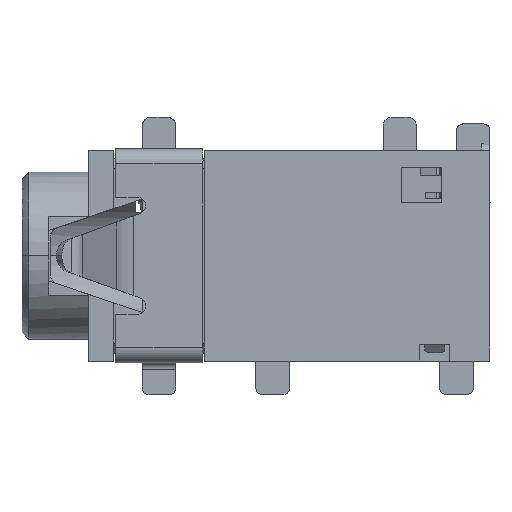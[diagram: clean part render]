
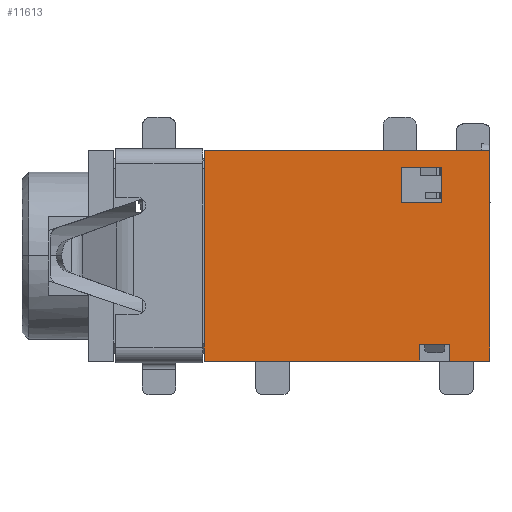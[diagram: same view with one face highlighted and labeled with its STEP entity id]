
A CAD part, top view. The second image highlights one B-rep face of the part: STEP entity #11613.
In plain terms, the highlighted planar face has unit normal (0, 0, 1).
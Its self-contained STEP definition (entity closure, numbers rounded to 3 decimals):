
#4385 = VERTEX_POINT('',#4386);
#4386 = CARTESIAN_POINT('',(11.9,3.15,
    5.1));
#4392 = EDGE_CURVE('',#4385,#4393,#4395,.T.);
#4393 = VERTEX_POINT('',#4394);
#4394 = CARTESIAN_POINT('',(11.9,-3.15,
    5.1));
#4395 = LINE('',#4396,#4397);
#4396 = CARTESIAN_POINT('',(11.9,2.,
    5.1));
#4397 = VECTOR('',#4398,1.);
#4398 = DIRECTION('',(0.,-1.,0.));
#9358 = EDGE_CURVE('',#9359,#9361,#9363,.T.);
#9359 = VERTEX_POINT('',#9360);
#9360 = CARTESIAN_POINT('',(9.8,-2.65,
    5.1));
#9361 = VERTEX_POINT('',#9362);
#9362 = CARTESIAN_POINT('',(10.7,-2.65,
    5.1));
#9363 = LINE('',#9364,#9365);
#9364 = CARTESIAN_POINT('',(11.9,-2.65,
    5.1));
#9365 = VECTOR('',#9366,1.);
#9366 = DIRECTION('',(1.,0.,0.));
#9399 = VERTEX_POINT('',#9400);
#9400 = CARTESIAN_POINT('',(9.25,1.6,5.1
    ));
#9408 = VERTEX_POINT('',#9409);
#9409 = CARTESIAN_POINT('',(9.25,2.65,5.1
    ));
#9415 = EDGE_CURVE('',#9399,#9408,#9416,.T.);
#9416 = LINE('',#9417,#9418);
#9417 = CARTESIAN_POINT('',(9.25,3.15,5.1
    ));
#9418 = VECTOR('',#9419,1.);
#9419 = DIRECTION('',(0.,1.,0.));
#9434 = VERTEX_POINT('',#9435);
#9435 = CARTESIAN_POINT('',(10.45,2.65,
    5.1));
#9441 = EDGE_CURVE('',#9408,#9434,#9442,.T.);
#9442 = LINE('',#9443,#9444);
#9443 = CARTESIAN_POINT('',(11.9,2.65,
    5.1));
#9444 = VECTOR('',#9445,1.);
#9445 = DIRECTION('',(1.,0.,0.));
#9458 = EDGE_CURVE('',#9434,#9459,#9461,.T.);
#9459 = VERTEX_POINT('',#9460);
#9460 = CARTESIAN_POINT('',(10.45,1.6,
    5.1));
#9461 = LINE('',#9462,#9463);
#9462 = CARTESIAN_POINT('',(10.45,3.15,
    5.1));
#9463 = VECTOR('',#9464,1.);
#9464 = DIRECTION('',(0.,-1.,0.));
#9482 = EDGE_CURVE('',#9459,#9399,#9483,.T.);
#9483 = LINE('',#9484,#9485);
#9484 = CARTESIAN_POINT('',(11.9,1.6,
    5.1));
#9485 = VECTOR('',#9486,1.);
#9486 = DIRECTION('',(-1.,0.,0.));
#10332 = VERTEX_POINT('',#10333);
#10333 = CARTESIAN_POINT('',(10.7,-3.15,
    5.1));
#10341 = EDGE_CURVE('',#9361,#10332,#10342,.T.);
#10342 = LINE('',#10343,#10344);
#10343 = CARTESIAN_POINT('',(10.7,3.15,
    5.1));
#10344 = VECTOR('',#10345,1.);
#10345 = DIRECTION('',(0.,-1.,0.));
#10387 = VERTEX_POINT('',#10388);
#10388 = CARTESIAN_POINT('',(9.8,-3.15,
    5.1));
#10396 = EDGE_CURVE('',#10387,#9359,#10397,.T.);
#10397 = LINE('',#10398,#10399);
#10398 = CARTESIAN_POINT('',(9.8,3.15,
    5.1));
#10399 = VECTOR('',#10400,1.);
#10400 = DIRECTION('',(0.,1.,0.));
#11613 = ADVANCED_FACE('',(#11614,#11620),#11654,.T.);
#11614 = FACE_BOUND('',#11615,.T.);
#11615 = EDGE_LOOP('',(#11616,#11617,#11618,#11619));
#11616 = ORIENTED_EDGE('',*,*,#9458,.T.);
#11617 = ORIENTED_EDGE('',*,*,#9482,.T.);
#11618 = ORIENTED_EDGE('',*,*,#9415,.T.);
#11619 = ORIENTED_EDGE('',*,*,#9441,.T.);
#11620 = FACE_BOUND('',#11621,.T.);
#11621 = EDGE_LOOP('',(#11622,#11630,#11631,#11632,#11633,#11639,#11640,
    #11648));
#11622 = ORIENTED_EDGE('',*,*,#11623,.F.);
#11623 = EDGE_CURVE('',#10387,#11624,#11626,.T.);
#11624 = VERTEX_POINT('',#11625);
#11625 = CARTESIAN_POINT('',(3.35,-3.15,
    5.1));
#11626 = LINE('',#11627,#11628);
#11627 = CARTESIAN_POINT('',(6.58,-3.15,
    5.1));
#11628 = VECTOR('',#11629,1.);
#11629 = DIRECTION('',(-1.,0.,0.));
#11630 = ORIENTED_EDGE('',*,*,#10396,.T.);
#11631 = ORIENTED_EDGE('',*,*,#9358,.T.);
#11632 = ORIENTED_EDGE('',*,*,#10341,.T.);
#11633 = ORIENTED_EDGE('',*,*,#11634,.F.);
#11634 = EDGE_CURVE('',#4393,#10332,#11635,.T.);
#11635 = LINE('',#11636,#11637);
#11636 = CARTESIAN_POINT('',(6.58,-3.15,
    5.1));
#11637 = VECTOR('',#11638,1.);
#11638 = DIRECTION('',(-1.,0.,0.));
#11639 = ORIENTED_EDGE('',*,*,#4392,.F.);
#11640 = ORIENTED_EDGE('',*,*,#11641,.T.);
#11641 = EDGE_CURVE('',#4385,#11642,#11644,.T.);
#11642 = VERTEX_POINT('',#11643);
#11643 = CARTESIAN_POINT('',(3.35,3.15,
    5.1));
#11644 = LINE('',#11645,#11646);
#11645 = CARTESIAN_POINT('',(11.833,3.15,
    5.1));
#11646 = VECTOR('',#11647,1.);
#11647 = DIRECTION('',(-1.,0.,0.));
#11648 = ORIENTED_EDGE('',*,*,#11649,.F.);
#11649 = EDGE_CURVE('',#11624,#11642,#11650,.T.);
#11650 = LINE('',#11651,#11652);
#11651 = CARTESIAN_POINT('',(3.35,0.,
    5.1));
#11652 = VECTOR('',#11653,1.);
#11653 = DIRECTION('',(0.,1.,0.));
#11654 = PLANE('',#11655);
#11655 = AXIS2_PLACEMENT_3D('',#11656,#11657,#11658);
#11656 = CARTESIAN_POINT('',(11.9,3.15,
    5.1));
#11657 = DIRECTION('',(0.,0.,1.));
#11658 = DIRECTION('',(-1.,0.,0.));
